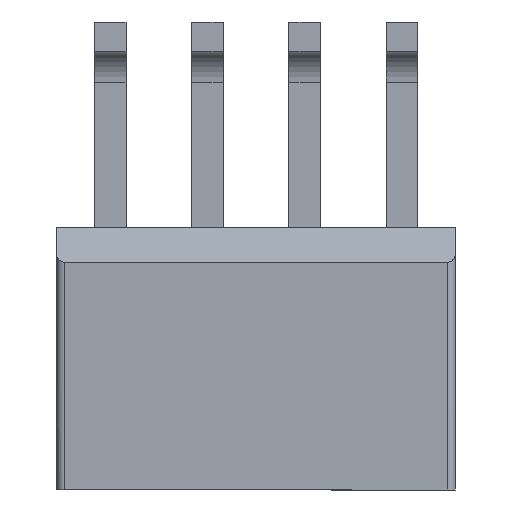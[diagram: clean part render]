
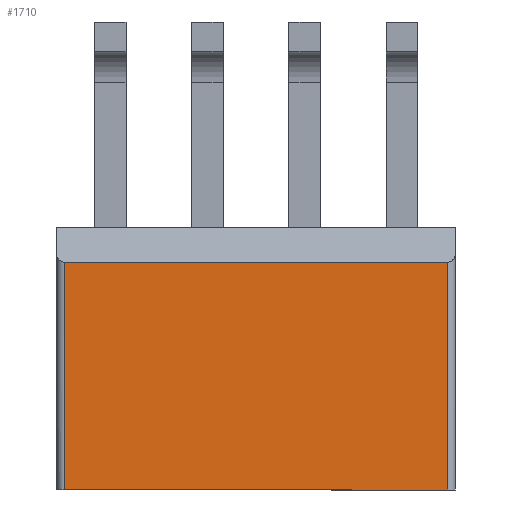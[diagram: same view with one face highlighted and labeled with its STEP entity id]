
A CAD part, front view. The second image highlights one B-rep face of the part: STEP entity #1710.
In plain terms, the highlighted planar face has unit normal (0, -1, 0).
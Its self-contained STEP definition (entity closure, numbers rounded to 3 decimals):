
#28 = ORIENTED_EDGE ( 'NONE', *, *, #1239, .T. ) ;
#88 = EDGE_CURVE ( 'NONE', #1480, #1136, #964, .T. ) ;
#149 = CARTESIAN_POINT ( 'NONE',  ( -2.505, 0., 1.265 ) ) ;
#193 = PLANE ( 'NONE',  #1462 ) ;
#300 = VECTOR ( 'NONE', #1461, 1000. ) ;
#309 = DIRECTION ( 'NONE',  ( 0., 0., -1. ) ) ;
#413 = LINE ( 'NONE', #1314, #300 ) ;
#454 = DIRECTION ( 'NONE',  ( -1., 0., 0. ) ) ;
#481 = VECTOR ( 'NONE', #655, 1000. ) ;
#511 = ORIENTED_EDGE ( 'NONE', *, *, #88, .T. ) ;
#536 = VECTOR ( 'NONE', #454, 1000. ) ;
#655 = DIRECTION ( 'NONE',  ( -1., 0., 0. ) ) ;
#703 = EDGE_LOOP ( 'NONE', ( #511, #28, #1048, #1398 ) ) ;
#720 = CARTESIAN_POINT ( 'NONE',  ( 0., 0., 0. ) ) ;
#730 = CARTESIAN_POINT ( 'NONE',  ( -2.605, 0., 1.265 ) ) ;
#938 = VECTOR ( 'NONE', #989, 1000. ) ;
#964 = LINE ( 'NONE', #730, #536 ) ;
#989 = DIRECTION ( 'NONE',  ( 0., 0., -1. ) ) ;
#1048 = ORIENTED_EDGE ( 'NONE', *, *, #1553, .F. ) ;
#1136 = VERTEX_POINT ( 'NONE', #149 ) ;
#1207 = VERTEX_POINT ( 'NONE', #1507 ) ;
#1211 = LINE ( 'NONE', #1466, #481 ) ;
#1239 = EDGE_CURVE ( 'NONE', #1136, #1608, #1430, .T. ) ;
#1314 = CARTESIAN_POINT ( 'NONE',  ( 2.505, 0., 1.265 ) ) ;
#1377 = DIRECTION ( 'NONE',  ( 0., -1., 0. ) ) ;
#1398 = ORIENTED_EDGE ( 'NONE', *, *, #1543, .T. ) ;
#1430 = LINE ( 'NONE', #1519, #938 ) ;
#1438 = CARTESIAN_POINT ( 'NONE',  ( 2.505, 0., 1.265 ) ) ;
#1461 = DIRECTION ( 'NONE',  ( 0., 0., 1. ) ) ;
#1462 = AXIS2_PLACEMENT_3D ( 'NONE', #720, #1377, #309 ) ;
#1466 = CARTESIAN_POINT ( 'NONE',  ( 2.605, 0., -1.715 ) ) ;
#1477 = CARTESIAN_POINT ( 'NONE',  ( -2.505, 0., -1.715 ) ) ;
#1480 = VERTEX_POINT ( 'NONE', #1438 ) ;
#1507 = CARTESIAN_POINT ( 'NONE',  ( 2.505, 0., -1.715 ) ) ;
#1519 = CARTESIAN_POINT ( 'NONE',  ( -2.505, 0., -1.715 ) ) ;
#1543 = EDGE_CURVE ( 'NONE', #1207, #1480, #413, .T. ) ;
#1553 = EDGE_CURVE ( 'NONE', #1207, #1608, #1211, .T. ) ;
#1608 = VERTEX_POINT ( 'NONE', #1477 ) ;
#1638 = FACE_OUTER_BOUND ( 'NONE', #703, .T. ) ;
#1710 = ADVANCED_FACE ( 'NONE', ( #1638 ), #193, .T. ) ;
